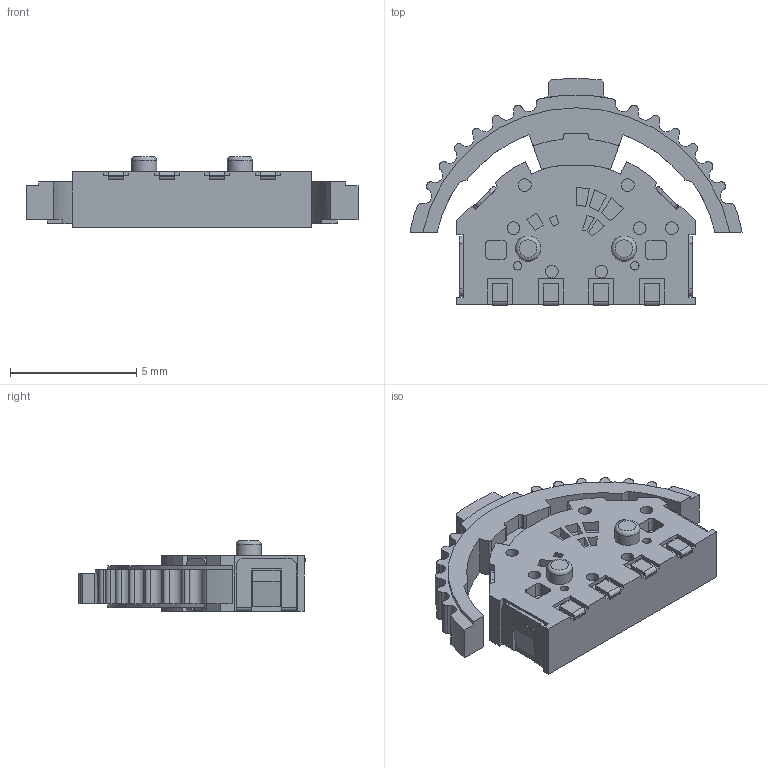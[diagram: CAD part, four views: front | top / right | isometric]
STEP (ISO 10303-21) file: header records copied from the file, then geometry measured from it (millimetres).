
FILE_DESCRIPTION(/* description */ (''),/* implementation_level */ '2;1');
FILE_NAME(/* name */ 'TM-2024A.step',/* time_stamp */ '2023-10-06T03:15:26+02:00',/* author */ (''),/* organization */ (''),/* preprocessor_version */ 'ST-DEVELOPER v20',/* originating_system */ 'Autodesk Translation Framework v12.14.0.127',/* authorisation */ '');
FILE_SCHEMA (('AUTOMOTIVE_DESIGN { 1 0 10303 214 3 1 1 }'));
Length unit declared in the file: millimetre
Products named in the file (1): (Unsaved)
Bounding box: 13.16 x 8.99 x 2.8 mm (x, y, z)
Volume: 131.5 mm3; surface area: 302.3 mm2
Topology: 1 solids, 1 shells, 354 faces, 962 edges, 636 vertices
Faces by surface type: plane 218, cylinder 134, torus 2
Full cylindrical faces by diameter (mm): 0.337 x2, 0.5 x7, 1 x2
Entity records: 11328 total; most frequent: DIRECTION 1954, CARTESIAN_POINT 1953, ORIENTED_EDGE 1924, EDGE_CURVE 962, LINE 680, VECTOR 680, AXIS2_PLACEMENT_3D 637, VERTEX_POINT 636
